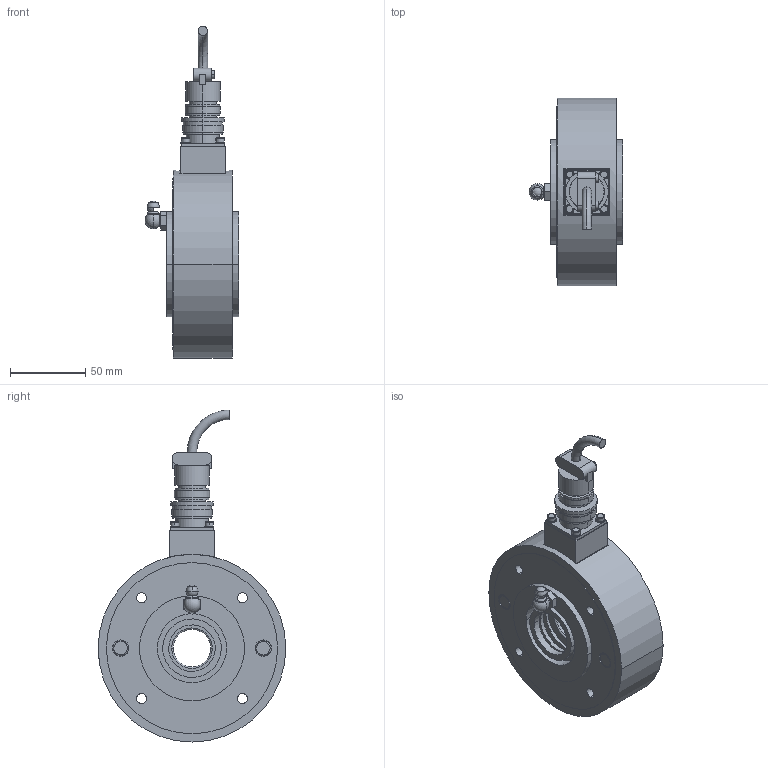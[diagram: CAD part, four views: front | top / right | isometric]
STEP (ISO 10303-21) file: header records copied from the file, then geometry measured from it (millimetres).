
FILE_DESCRIPTION((''),'2;1');
FILE_NAME('50232.stp','2007-09-21T16:25:42',(''),(''),'Mechanical Desktop 2007','Mechanical Desktop 2007',', , ');
FILE_SCHEMA(('CONFIG_CONTROL_DESIGN'));
Length unit declared in the file: millimetre
Products named in the file (29): ZEICHNUNG7; L50232; L4832404; L50234; TEIL1A; L49026; TEIL1; I-6KT_SCHRAUBE_M6X35NK; I-6KT_SCHRAUBE_M6X35NKA; I-6KT_SCHRAUBE_M3X25A; I-6KT_SCHRAUBE_M3X25; FEDERRING_M3A; FEDERRING_M3; SICHERUNGSRING_J52; SICHERUNGSRING_J52A; L4340303; TEIL1AA; PENDELKUGELLAGER_1205TVA; PENDELKUGELLAGER_1205TV; L47955; TEIL1AAA; SCHMIERNIPPEL_M10_A3; SCHMIERNIPPEL_M10_A3A; V_RING_V32AA; V_RING_V32A; FLANSCHDOSE_14S-2P_4-POLIG; FLANSCHDOSE_14S-2P_4-POLIGA; RM_SDB; RM_SDBA
Assembly tree (41 placements, depth 4):
  ZEICHNUNG7
    L50232
      L4832404
      L50234
        TEIL1A
      L49026
        TEIL1
      I-6KT_SCHRAUBE_M6X35NK  x2
        I-6KT_SCHRAUBE_M6X35NKA
      I-6KT_SCHRAUBE_M3X25A  x4
        I-6KT_SCHRAUBE_M3X25
      FEDERRING_M3A  x4
        FEDERRING_M3
      SICHERUNGSRING_J52
        SICHERUNGSRING_J52A
      L4340303  x2
        TEIL1AA
      PENDELKUGELLAGER_1205TVA
        PENDELKUGELLAGER_1205TV
      L47955
        TEIL1AAA
      SCHMIERNIPPEL_M10_A3
        SCHMIERNIPPEL_M10_A3A
      V_RING_V32AA  x2
        V_RING_V32A
      FLANSCHDOSE_14S-2P_4-POLIG
        FLANSCHDOSE_14S-2P_4-POLIGA
      RM_SDB  x3
    RM_SDBA  x3
Bounding box: 62.56 x 125 x 221.15 mm (x, y, z)
Volume: 484396.1 mm3; surface area: 147020.2 mm2
Topology: 22 solids, 22 shells, 450 faces, 1082 edges, 705 vertices
Faces by surface type: cylinder 258, plane 122, cone 38, torus 22, bspline 6, sphere 4
Entity records: 11681 total; most frequent: CARTESIAN_POINT 2146, DIRECTION 2113, ORIENTED_EDGE 1620, AXIS2_PLACEMENT_3D 902, EDGE_CURVE 810, VERTEX_POINT 539, CIRCLE 497, EDGE_LOOP 467
